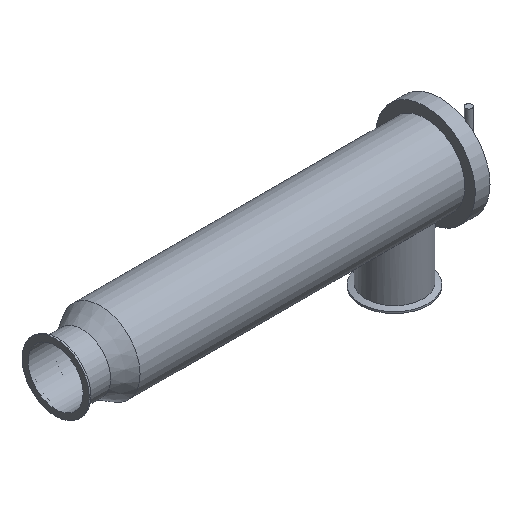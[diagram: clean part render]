
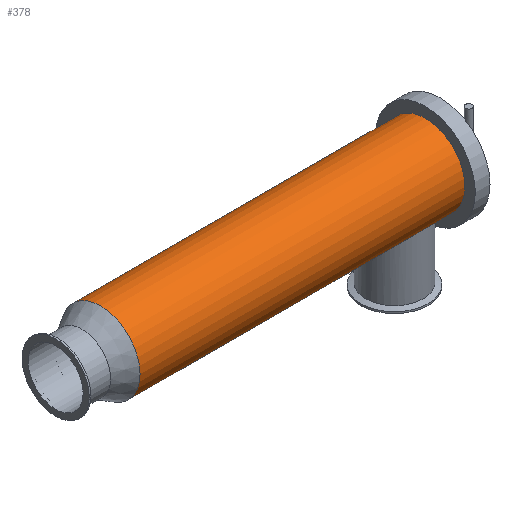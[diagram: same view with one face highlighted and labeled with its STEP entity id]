
A CAD part, isometric view. The second image highlights one B-rep face of the part: STEP entity #378.
In plain terms, the highlighted cylindrical face has radius 69.9 mm (diameter 139.8 mm), a full revolution.
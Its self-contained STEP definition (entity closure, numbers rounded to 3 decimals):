
#18=B_SPLINE_CURVE_WITH_KNOTS('',3,(#607,#608,#609,#610,#611,#612,#613,
#614,#615,#616,#617,#618,#619,#620,#621,#622,#623,#624),.UNSPECIFIED.,.F.,
 .F.,(4,2,2,2,2,2,2,2,4),(0.,1.016,2.033,3.049,
4.066,5.064,6.063,7.062,8.06),
 .UNSPECIFIED.);
#19=B_SPLINE_CURVE_WITH_KNOTS('',3,(#626,#627,#628,#629,#630,#631,#632,
#633,#634,#635,#636,#637,#638,#639,#640,#641,#642,#643),.UNSPECIFIED.,.F.,
 .F.,(4,2,2,2,2,2,2,2,4),(24.181,25.18,26.178,
27.177,28.175,29.192,30.208,31.225,
32.241),.UNSPECIFIED.);
#20=B_SPLINE_CURVE_WITH_KNOTS('',3,(#644,#645,#646,#647,#648,#649,#650,
#651,#652,#653,#654,#655,#656,#657,#658,#659,#660,#661,#662,#663,#664,#665,
#666,#667,#668,#669,#670,#671,#672,#673,#674,#675,#676,#677),
 .UNSPECIFIED.,.F.,.F.,(4,2,2,2,2,2,2,2,2,2,2,2,2,2,2,2,4),(8.06,
9.059,10.058,11.056,12.055,13.071,
14.088,15.104,16.121,17.137,18.154,
19.17,20.186,21.185,22.184,23.182,
24.181),.UNSPECIFIED.);
#63=FACE_OUTER_BOUND('',#94,.T.);
#94=EDGE_LOOP('',(#306,#307,#308,#309,#310,#311,#312,#313,#314));
#113=LINE('',#817,#131);
#114=LINE('',#818,#132);
#131=VECTOR('',#548,69.9);
#132=VECTOR('',#549,69.9);
#152=CIRCLE('',#442,69.9);
#153=CIRCLE('',#444,69.9);
#167=VERTEX_POINT('',#604);
#168=VERTEX_POINT('',#606);
#169=VERTEX_POINT('',#625);
#185=VERTEX_POINT('',#812);
#186=VERTEX_POINT('',#815);
#203=EDGE_CURVE('',#168,#167,#18,.T.);
#204=EDGE_CURVE('',#169,#168,#19,.T.);
#205=EDGE_CURVE('',#167,#169,#20,.T.);
#228=EDGE_CURVE('',#185,#185,#152,.T.);
#229=EDGE_CURVE('',#186,#186,#153,.T.);
#230=EDGE_CURVE('',#186,#169,#113,.T.);
#231=EDGE_CURVE('',#167,#185,#114,.T.);
#306=ORIENTED_EDGE('',*,*,#229,.F.);
#307=ORIENTED_EDGE('',*,*,#230,.T.);
#308=ORIENTED_EDGE('',*,*,#204,.T.);
#309=ORIENTED_EDGE('',*,*,#203,.T.);
#310=ORIENTED_EDGE('',*,*,#231,.T.);
#311=ORIENTED_EDGE('',*,*,#228,.T.);
#312=ORIENTED_EDGE('',*,*,#231,.F.);
#313=ORIENTED_EDGE('',*,*,#205,.T.);
#314=ORIENTED_EDGE('',*,*,#230,.F.);
#356=CYLINDRICAL_SURFACE('',#443,69.9);
#378=ADVANCED_FACE('',(#63),#356,.T.);
#442=AXIS2_PLACEMENT_3D('',#813,#542,#543);
#443=AXIS2_PLACEMENT_3D('',#814,#544,#545);
#444=AXIS2_PLACEMENT_3D('',#816,#546,#547);
#542=DIRECTION('center_axis',(-1.,0.,0.));
#543=DIRECTION('ref_axis',(0.,0.,1.));
#544=DIRECTION('center_axis',(-1.,0.,0.));
#545=DIRECTION('ref_axis',(0.,0.,1.));
#546=DIRECTION('center_axis',(-1.,0.,0.));
#547=DIRECTION('ref_axis',(0.,0.,1.));
#548=DIRECTION('',(1.,0.,0.));
#549=DIRECTION('',(1.,0.,0.));
#604=CARTESIAN_POINT('',(50.8,0.,-69.9));
#606=CARTESIAN_POINT('',(0.,-50.8,-48.014));
#607=CARTESIAN_POINT('Ctrl Pts',(0.,-50.8,-48.014));
#608=CARTESIAN_POINT('Ctrl Pts',(3.388,-50.8,-48.014));
#609=CARTESIAN_POINT('Ctrl Pts',(6.803,-50.457,-48.384));
#610=CARTESIAN_POINT('Ctrl Pts',(13.468,-49.1,-49.761));
#611=CARTESIAN_POINT('Ctrl Pts',(16.719,-48.087,-50.762));
#612=CARTESIAN_POINT('Ctrl Pts',(22.893,-45.473,-53.116));
#613=CARTESIAN_POINT('Ctrl Pts',(25.822,-43.87,-54.468));
#614=CARTESIAN_POINT('Ctrl Pts',(31.233,-40.198,-57.231));
#615=CARTESIAN_POINT('Ctrl Pts',(33.715,-38.127,-58.643));
#616=CARTESIAN_POINT('Ctrl Pts',(38.088,-33.754,-61.262));
#617=CARTESIAN_POINT('Ctrl Pts',(40.151,-31.293,-62.574));
#618=CARTESIAN_POINT('Ctrl Pts',(43.835,-25.882,-64.999));
#619=CARTESIAN_POINT('Ctrl Pts',(45.456,-22.931,-66.111));
#620=CARTESIAN_POINT('Ctrl Pts',(48.095,-16.702,-67.953));
#621=CARTESIAN_POINT('Ctrl Pts',(49.115,-13.417,-68.683));
#622=CARTESIAN_POINT('Ctrl Pts',(50.468,-6.73,-69.657));
#623=CARTESIAN_POINT('Ctrl Pts',(50.8,-3.329,-69.9));
#624=CARTESIAN_POINT('Ctrl Pts',(50.8,0.,-69.9));
#625=CARTESIAN_POINT('',(-50.8,0.,-69.9));
#626=CARTESIAN_POINT('Ctrl Pts',(-50.8,0.,-69.9));
#627=CARTESIAN_POINT('Ctrl Pts',(-50.8,-3.329,-69.9));
#628=CARTESIAN_POINT('Ctrl Pts',(-50.468,-6.73,-69.657));
#629=CARTESIAN_POINT('Ctrl Pts',(-49.115,-13.417,-68.683));
#630=CARTESIAN_POINT('Ctrl Pts',(-48.095,-16.702,-67.953));
#631=CARTESIAN_POINT('Ctrl Pts',(-45.456,-22.931,-66.111));
#632=CARTESIAN_POINT('Ctrl Pts',(-43.835,-25.882,-64.999));
#633=CARTESIAN_POINT('Ctrl Pts',(-40.151,-31.293,-62.574));
#634=CARTESIAN_POINT('Ctrl Pts',(-38.088,-33.754,-61.262));
#635=CARTESIAN_POINT('Ctrl Pts',(-33.715,-38.127,-58.643));
#636=CARTESIAN_POINT('Ctrl Pts',(-31.233,-40.198,-57.231));
#637=CARTESIAN_POINT('Ctrl Pts',(-25.822,-43.87,-54.468));
#638=CARTESIAN_POINT('Ctrl Pts',(-22.893,-45.473,-53.116));
#639=CARTESIAN_POINT('Ctrl Pts',(-16.719,-48.087,-50.762));
#640=CARTESIAN_POINT('Ctrl Pts',(-13.468,-49.1,-49.761));
#641=CARTESIAN_POINT('Ctrl Pts',(-6.803,-50.457,-48.384));
#642=CARTESIAN_POINT('Ctrl Pts',(-3.388,-50.8,-48.014));
#643=CARTESIAN_POINT('Ctrl Pts',(0.,-50.8,-48.014));
#644=CARTESIAN_POINT('Ctrl Pts',(50.8,0.,-69.9));
#645=CARTESIAN_POINT('Ctrl Pts',(50.8,3.329,-69.9));
#646=CARTESIAN_POINT('Ctrl Pts',(50.468,6.73,-69.657));
#647=CARTESIAN_POINT('Ctrl Pts',(49.115,13.417,-68.683));
#648=CARTESIAN_POINT('Ctrl Pts',(48.095,16.702,-67.953));
#649=CARTESIAN_POINT('Ctrl Pts',(45.456,22.931,-66.111));
#650=CARTESIAN_POINT('Ctrl Pts',(43.835,25.882,-64.999));
#651=CARTESIAN_POINT('Ctrl Pts',(40.151,31.293,-62.574));
#652=CARTESIAN_POINT('Ctrl Pts',(38.088,33.754,-61.262));
#653=CARTESIAN_POINT('Ctrl Pts',(33.715,38.127,-58.643));
#654=CARTESIAN_POINT('Ctrl Pts',(31.233,40.198,-57.231));
#655=CARTESIAN_POINT('Ctrl Pts',(25.822,43.87,-54.468));
#656=CARTESIAN_POINT('Ctrl Pts',(22.893,45.473,-53.116));
#657=CARTESIAN_POINT('Ctrl Pts',(16.719,48.087,-50.762));
#658=CARTESIAN_POINT('Ctrl Pts',(13.468,49.1,-49.761));
#659=CARTESIAN_POINT('Ctrl Pts',(6.803,50.457,-48.384));
#660=CARTESIAN_POINT('Ctrl Pts',(3.388,50.8,-48.014));
#661=CARTESIAN_POINT('Ctrl Pts',(-3.388,50.8,-48.014));
#662=CARTESIAN_POINT('Ctrl Pts',(-6.803,50.457,-48.384));
#663=CARTESIAN_POINT('Ctrl Pts',(-13.468,49.1,-49.761));
#664=CARTESIAN_POINT('Ctrl Pts',(-16.719,48.087,-50.762));
#665=CARTESIAN_POINT('Ctrl Pts',(-22.893,45.473,-53.116));
#666=CARTESIAN_POINT('Ctrl Pts',(-25.822,43.87,-54.468));
#667=CARTESIAN_POINT('Ctrl Pts',(-31.233,40.198,-57.231));
#668=CARTESIAN_POINT('Ctrl Pts',(-33.715,38.127,-58.643));
#669=CARTESIAN_POINT('Ctrl Pts',(-38.088,33.754,-61.262));
#670=CARTESIAN_POINT('Ctrl Pts',(-40.151,31.293,-62.574));
#671=CARTESIAN_POINT('Ctrl Pts',(-43.835,25.882,-64.999));
#672=CARTESIAN_POINT('Ctrl Pts',(-45.456,22.931,-66.111));
#673=CARTESIAN_POINT('Ctrl Pts',(-48.095,16.702,-67.953));
#674=CARTESIAN_POINT('Ctrl Pts',(-49.115,13.417,-68.683));
#675=CARTESIAN_POINT('Ctrl Pts',(-50.468,6.73,-69.657));
#676=CARTESIAN_POINT('Ctrl Pts',(-50.8,3.329,-69.9));
#677=CARTESIAN_POINT('Ctrl Pts',(-50.8,0.,-69.9));
#812=CARTESIAN_POINT('',(54.9,0.,-69.9));
#813=CARTESIAN_POINT('Origin',(54.9,0.,0.));
#814=CARTESIAN_POINT('Origin',(-232.709,0.,0.));
#815=CARTESIAN_POINT('',(-520.318,0.,-69.9));
#816=CARTESIAN_POINT('Origin',(-520.318,0.,0.));
#817=CARTESIAN_POINT('',(-232.709,0.,-69.9));
#818=CARTESIAN_POINT('',(-232.709,0.,-69.9));
